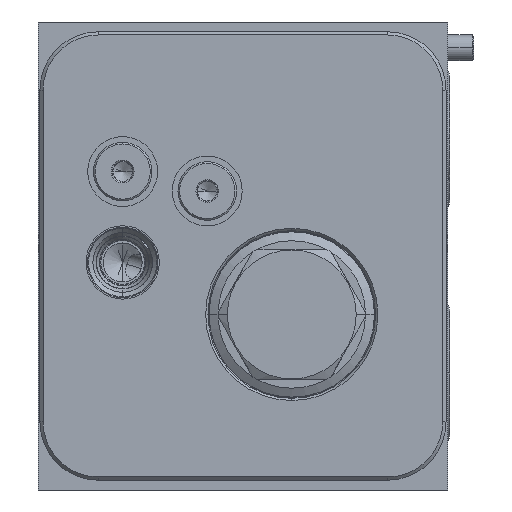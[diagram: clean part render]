
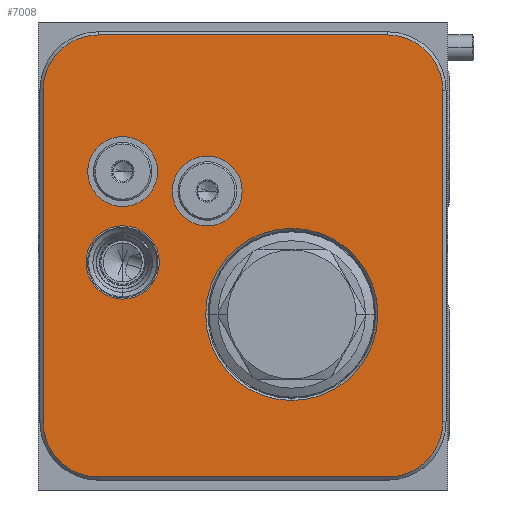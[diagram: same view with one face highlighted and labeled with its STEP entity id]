
A CAD part, front view. The second image highlights one B-rep face of the part: STEP entity #7008.
In plain terms, the highlighted planar face has unit normal (0, -1, 0).
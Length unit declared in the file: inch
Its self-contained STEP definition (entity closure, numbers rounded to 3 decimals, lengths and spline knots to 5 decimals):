
#57=CARTESIAN_POINT('',(3.359,-9.219,0.656));
#58=DIRECTION('',(0.,1.,0.));
#59=DIRECTION('',(1.,0.,0.));
#60=AXIS2_PLACEMENT_3D('',#57,#58,#59);
#71=CARTESIAN_POINT('',(2.438,-9.219,1.688));
#72=DIRECTION('',(0.,1.,0.));
#73=DIRECTION('',(0.,0.,-1.));
#74=AXIS2_PLACEMENT_3D('',#71,#72,#73);
#76=CARTESIAN_POINT('',(2.438,-9.219,1.688));
#77=DIRECTION('',(0.,1.,0.));
#78=DIRECTION('',(0.,0.,1.));
#79=AXIS2_PLACEMENT_3D('',#76,#77,#78);
#81=CARTESIAN_POINT('',(0.812,-9.219,2.188));
#82=DIRECTION('',(0.,1.,0.));
#83=DIRECTION('',(0.,0.,-1.));
#84=AXIS2_PLACEMENT_3D('',#81,#82,#83);
#86=CARTESIAN_POINT('',(0.812,-9.219,2.188));
#87=DIRECTION('',(0.,1.,0.));
#88=DIRECTION('',(0.,0.,1.));
#89=AXIS2_PLACEMENT_3D('',#86,#87,#88);
#91=CARTESIAN_POINT('',(0.812,-9.219,3.062));
#92=DIRECTION('',(0.,1.,0.));
#93=DIRECTION('',(0.,0.,-1.));
#94=AXIS2_PLACEMENT_3D('',#91,#92,#93);
#96=CARTESIAN_POINT('',(0.812,-9.219,3.062));
#97=DIRECTION('',(0.,1.,0.));
#98=DIRECTION('',(0.,0.,1.));
#99=AXIS2_PLACEMENT_3D('',#96,#97,#98);
#101=CARTESIAN_POINT('',(1.625,-9.219,2.875));
#102=DIRECTION('',(0.,1.,0.));
#103=DIRECTION('',(0.,0.,-1.));
#104=AXIS2_PLACEMENT_3D('',#101,#102,#103);
#106=CARTESIAN_POINT('',(1.625,-9.219,2.875));
#107=DIRECTION('',(0.,1.,0.));
#108=DIRECTION('',(0.,0.,1.));
#109=AXIS2_PLACEMENT_3D('',#106,#107,#108);
#2530=DIRECTION('',(0.,0.,1.));
#2531=VECTOR('',#2530,3.188);
#2532=CARTESIAN_POINT('',(0.047,-9.219,0.656));
#2533=LINE('',#2532,#2531);
#2538=CARTESIAN_POINT('',(0.578,-9.219,0.656));
#2539=DIRECTION('',(0.,1.,0.));
#2540=DIRECTION('',(0.,0.,-1.));
#2541=AXIS2_PLACEMENT_3D('',#2538,#2539,#2540);
#2556=DIRECTION('',(-1.,0.,0.));
#2557=VECTOR('',#2556,2.781);
#2558=CARTESIAN_POINT('',(3.359,-9.219,0.125));
#2559=LINE('',#2558,#2557);
#2568=CARTESIAN_POINT('',(0.578,-9.219,3.844));
#2569=DIRECTION('',(0.,1.,0.));
#2570=DIRECTION('',(-1.,0.,0.));
#2571=AXIS2_PLACEMENT_3D('',#2568,#2569,#2570);
#2590=DIRECTION('',(1.,0.,0.));
#2591=VECTOR('',#2590,2.781);
#2592=CARTESIAN_POINT('',(0.578,-9.219,4.375));
#2593=LINE('',#2592,#2591);
#2602=CARTESIAN_POINT('',(3.359,-9.219,3.844));
#2603=DIRECTION('',(0.,1.,0.));
#2604=DIRECTION('',(0.,0.,1.));
#2605=AXIS2_PLACEMENT_3D('',#2602,#2603,#2604);
#2624=DIRECTION('',(0.,0.,-1.));
#2625=VECTOR('',#2624,3.188);
#2626=CARTESIAN_POINT('',(3.89,-9.219,3.844));
#2627=LINE('',#2626,#2625);
#6287=CARTESIAN_POINT('',(2.438,-9.219,
0.86));
#6288=CARTESIAN_POINT('',(2.438,-9.219,2.516));
#6289=VERTEX_POINT('',#6287);
#6290=VERTEX_POINT('',#6288);
#6381=CARTESIAN_POINT('',(0.812,-9.219,
1.8355));
#6382=CARTESIAN_POINT('',(0.812,-9.219,
2.5405));
#6383=VERTEX_POINT('',#6381);
#6384=VERTEX_POINT('',#6382);
#6425=CARTESIAN_POINT('',(0.812,-9.219,
2.726));
#6426=CARTESIAN_POINT('',(0.812,-9.219,
3.398));
#6427=VERTEX_POINT('',#6425);
#6428=VERTEX_POINT('',#6426);
#6463=CARTESIAN_POINT('',(1.625,-9.219,2.539));
#6464=CARTESIAN_POINT('',(1.625,-9.219,3.211));
#6465=VERTEX_POINT('',#6463);
#6466=VERTEX_POINT('',#6464);
#6511=CARTESIAN_POINT('',(0.047,-9.219,0.656));
#6512=CARTESIAN_POINT('',(0.047,-9.219,3.844));
#6513=VERTEX_POINT('',#6511);
#6514=VERTEX_POINT('',#6512);
#6519=CARTESIAN_POINT('',(0.578,-9.219,4.375));
#6520=VERTEX_POINT('',#6519);
#6523=CARTESIAN_POINT('',(3.359,-9.219,4.375));
#6524=VERTEX_POINT('',#6523);
#6527=CARTESIAN_POINT('',(3.89,-9.219,3.844));
#6528=VERTEX_POINT('',#6527);
#6531=CARTESIAN_POINT('',(3.89,-9.219,0.656));
#6532=VERTEX_POINT('',#6531);
#6535=CARTESIAN_POINT('',(3.359,-9.219,0.125));
#6536=VERTEX_POINT('',#6535);
#6539=CARTESIAN_POINT('',(0.578,-9.219,0.125));
#6540=VERTEX_POINT('',#6539);
#6962=CARTESIAN_POINT('',(0.,-9.219,0.));
#6963=DIRECTION('',(0.,-1.,0.));
#6964=DIRECTION('',(1.,0.,0.));
#6965=AXIS2_PLACEMENT_3D('',#6962,#6963,#6964);
#6966=PLANE('',#6965);
#6967=ORIENTED_EDGE('',*,*,#6952,.T.);
#6969=ORIENTED_EDGE('',*,*,#6968,.T.);
#6971=ORIENTED_EDGE('',*,*,#6970,.T.);
#6973=ORIENTED_EDGE('',*,*,#6972,.T.);
#6975=ORIENTED_EDGE('',*,*,#6974,.T.);
#6977=ORIENTED_EDGE('',*,*,#6976,.T.);
#6979=ORIENTED_EDGE('',*,*,#6978,.T.);
#6981=ORIENTED_EDGE('',*,*,#6980,.T.);
#6982=EDGE_LOOP('',(#6967,#6969,#6971,#6973,#6975,#6977,#6979,#6981));
#6983=FACE_OUTER_BOUND('',#6982,.F.);
#6985=ORIENTED_EDGE('',*,*,#6984,.F.);
#6987=ORIENTED_EDGE('',*,*,#6986,.F.);
#6988=EDGE_LOOP('',(#6985,#6987));
#6989=FACE_BOUND('',#6988,.F.);
#6991=ORIENTED_EDGE('',*,*,#6990,.F.);
#6993=ORIENTED_EDGE('',*,*,#6992,.F.);
#6994=EDGE_LOOP('',(#6991,#6993));
#6995=FACE_BOUND('',#6994,.F.);
#6997=ORIENTED_EDGE('',*,*,#6996,.F.);
#6999=ORIENTED_EDGE('',*,*,#6998,.F.);
#7000=EDGE_LOOP('',(#6997,#6999));
#7001=FACE_BOUND('',#7000,.F.);
#7003=ORIENTED_EDGE('',*,*,#7002,.F.);
#7005=ORIENTED_EDGE('',*,*,#7004,.F.);
#7006=EDGE_LOOP('',(#7003,#7005));
#7007=FACE_BOUND('',#7006,.F.);
#7008=ADVANCED_FACE('',(#6983,#6989,#6995,#7001,#7007),#6966,.T.);
#61=CIRCLE('',#60,0.531);
#75=CIRCLE('',#74,0.828);
#80=CIRCLE('',#79,0.828);
#85=CIRCLE('',#84,0.3525);
#90=CIRCLE('',#89,0.3525);
#95=CIRCLE('',#94,0.336);
#100=CIRCLE('',#99,0.336);
#105=CIRCLE('',#104,0.336);
#110=CIRCLE('',#109,0.336);
#2542=CIRCLE('',#2541,0.531);
#2572=CIRCLE('',#2571,0.531);
#2606=CIRCLE('',#2605,0.531);
#6952=EDGE_CURVE('',#6532,#6536,#61,.T.);
#6968=EDGE_CURVE('',#6536,#6540,#2559,.T.);
#6970=EDGE_CURVE('',#6540,#6513,#2542,.T.);
#6972=EDGE_CURVE('',#6513,#6514,#2533,.T.);
#6974=EDGE_CURVE('',#6514,#6520,#2572,.T.);
#6976=EDGE_CURVE('',#6520,#6524,#2593,.T.);
#6978=EDGE_CURVE('',#6524,#6528,#2606,.T.);
#6980=EDGE_CURVE('',#6528,#6532,#2627,.T.);
#6984=EDGE_CURVE('',#6383,#6384,#85,.T.);
#6986=EDGE_CURVE('',#6384,#6383,#90,.T.);
#6990=EDGE_CURVE('',#6427,#6428,#95,.T.);
#6992=EDGE_CURVE('',#6428,#6427,#100,.T.);
#6996=EDGE_CURVE('',#6465,#6466,#105,.T.);
#6998=EDGE_CURVE('',#6466,#6465,#110,.T.);
#7002=EDGE_CURVE('',#6289,#6290,#75,.T.);
#7004=EDGE_CURVE('',#6290,#6289,#80,.T.);
